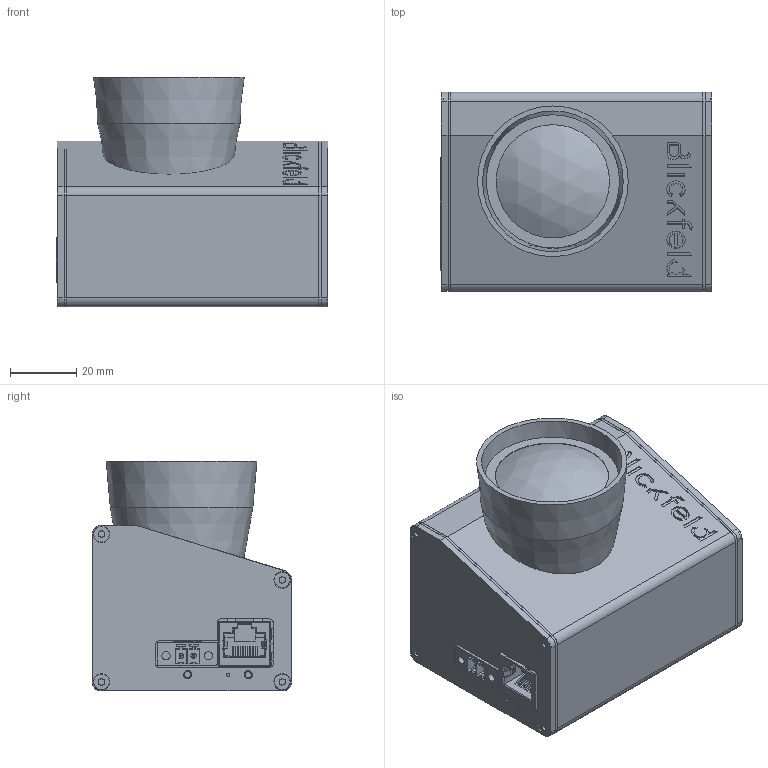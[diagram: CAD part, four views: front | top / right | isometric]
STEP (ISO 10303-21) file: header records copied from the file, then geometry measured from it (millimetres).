
FILE_DESCRIPTION(/* description */ (''),/* implementation_level */ '2;1');
FILE_NAME(/* name */ 'Cube Range 1.stp',/* time_stamp */ '2020-12-11T09:04:43+01:00',/* author */ ('kuncham'),/* organization */ (''),/* preprocessor_version */ 'ST-DEVELOPER v18.1',/* originating_system */ 'Autodesk Inventor 2021',/* authorisation */ '');
FILE_SCHEMA (('AUTOMOTIVE_DESIGN { 1 0 10303 214 3 1 1 }'));
Products named in the file (1): Cube Range 1
Bounding box: 82 x 60.1 x 69.33 mm (x, y, z)
Volume: 63518.3 mm3; surface area: 59144.4 mm2
Topology: 1 solids, 1 shells, 2062 faces, 5718 edges, 3705 vertices
Faces by surface type: plane 1308, cylinder 444, bspline 162, cone 80, torus 44, sphere 24
Full cylindrical faces by diameter (mm): 0.457 x1, 1 x1, 1.2 x2, 1.25 x2, 1.6 x1, 1.9 x2, 2 x2, 2.146 x2, 2.459 x1, 2.5 x10, 2.7 x8, 3 x1, 4.134 x3, 4.7 x8, 5 x8, 34.175 x1, 40 x1
Entity records: 73084 total; most frequent: CARTESIAN_POINT 18920, ORIENTED_EDGE 11402, DIRECTION 10340, EDGE_CURVE 5701, LINE 3930, VECTOR 3930, VERTEX_POINT 3705, AXIS2_PLACEMENT_3D 3205
